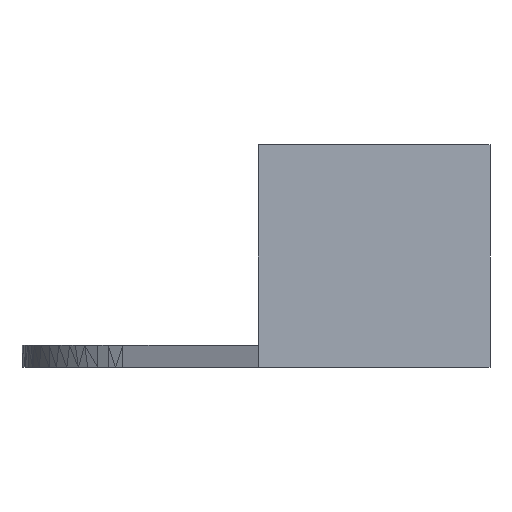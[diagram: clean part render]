
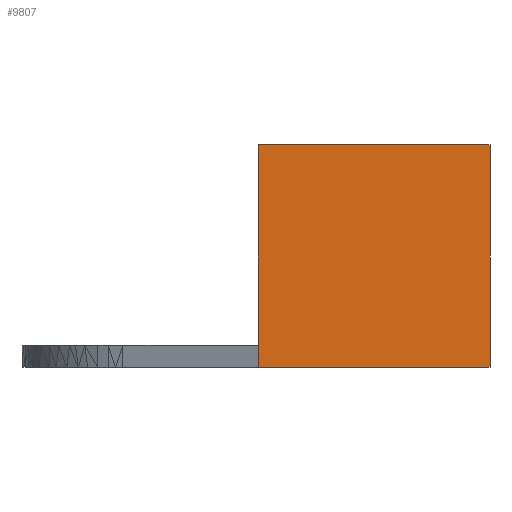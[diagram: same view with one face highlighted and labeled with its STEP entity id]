
A CAD part, left-side view. The second image highlights one B-rep face of the part: STEP entity #9807.
In plain terms, the highlighted planar face has unit normal (-1, 0, 0).
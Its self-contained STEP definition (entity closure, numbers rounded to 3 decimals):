
#25=FACE_OUTER_BOUND('',#705,.T.);
#705=EDGE_LOOP('',(#6335,#6336,#6337,#6338));
#1402=LINE('',#13984,#2804);
#1403=LINE('',#13986,#2805);
#1404=LINE('',#13988,#2806);
#1405=LINE('',#13989,#2807);
#2804=VECTOR('',#11210,10.);
#2805=VECTOR('',#11211,10.);
#2806=VECTOR('',#11212,10.);
#2807=VECTOR('',#11213,10.);
#4205=VERTEX_POINT('',#13982);
#4206=VERTEX_POINT('',#13983);
#4207=VERTEX_POINT('',#13985);
#4208=VERTEX_POINT('',#13987);
#4932=EDGE_CURVE('',#4205,#4206,#1402,.T.);
#4933=EDGE_CURVE('',#4205,#4207,#1403,.T.);
#4934=EDGE_CURVE('',#4208,#4207,#1404,.T.);
#4935=EDGE_CURVE('',#4208,#4206,#1405,.T.);
#6335=ORIENTED_EDGE('',*,*,#4932,.F.);
#6336=ORIENTED_EDGE('',*,*,#4933,.T.);
#6337=ORIENTED_EDGE('',*,*,#4934,.F.);
#6338=ORIENTED_EDGE('',*,*,#4935,.T.);
#9127=PLANE('',#10507);
#9807=ADVANCED_FACE('',(#25),#9127,.T.);
#10507=AXIS2_PLACEMENT_3D('',#13981,#11208,#11209);
#11208=DIRECTION('center_axis',(-1.,0.,0.));
#11209=DIRECTION('ref_axis',(0.,0.,1.));
#11210=DIRECTION('',(0.,1.,0.));
#11211=DIRECTION('',(0.,0.,1.));
#11212=DIRECTION('',(0.,-1.,0.));
#11213=DIRECTION('',(0.,0.,-1.));
#13981=CARTESIAN_POINT('Origin',(-33.,-15.99,0.));
#13982=CARTESIAN_POINT('',(-33.,-15.99,0.));
#13983=CARTESIAN_POINT('',(-33.,25.612,0.));
#13984=CARTESIAN_POINT('',(-33.,-15.99,0.));
#13985=CARTESIAN_POINT('',(-33.,-15.99,40.));
#13986=CARTESIAN_POINT('',(-33.,-15.99,0.));
#13987=CARTESIAN_POINT('',(-33.,25.612,40.));
#13988=CARTESIAN_POINT('',(-33.,25.612,40.));
#13989=CARTESIAN_POINT('',(-33.,25.612,40.));
